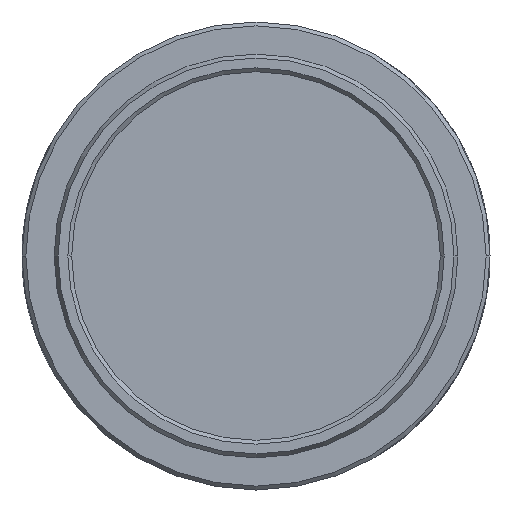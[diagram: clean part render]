
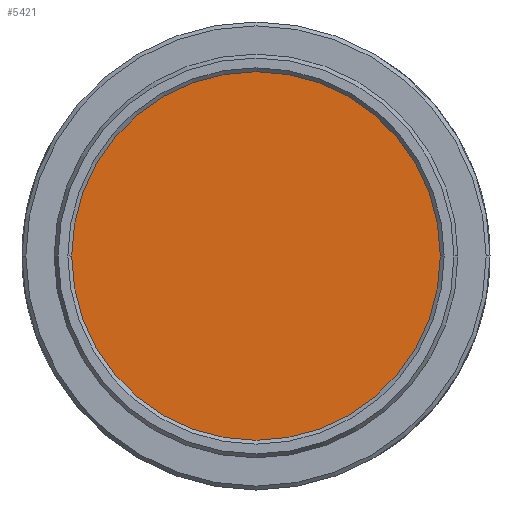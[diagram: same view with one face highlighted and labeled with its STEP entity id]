
A CAD part, left-side view. The second image highlights one B-rep face of the part: STEP entity #5421.
In plain terms, the highlighted planar face has unit normal (-1, 0, 0).
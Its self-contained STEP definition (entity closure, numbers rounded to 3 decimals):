
#64 = ORIENTED_EDGE ( 'NONE', *, *, #9233, .F. ) ;
#185 = DIRECTION ( 'NONE',  ( 1., 0., 0. ) ) ;
#422 = CIRCLE ( 'NONE', #6939, 12.7 ) ;
#964 = DIRECTION ( 'NONE',  ( 0., 0., -1. ) ) ;
#1091 = ORIENTED_EDGE ( 'NONE', *, *, #2484, .F. ) ;
#1380 = DIRECTION ( 'NONE',  ( 0., 0., -1. ) ) ;
#1661 = DIRECTION ( 'NONE',  ( 1., 0., 0. ) ) ;
#2263 = EDGE_LOOP ( 'NONE', ( #1091, #64 ) ) ;
#2340 = CARTESIAN_POINT ( 'NONE',  ( 29.565, 0., -9.082 ) ) ;
#2484 = EDGE_CURVE ( 'NONE', #4107, #7567, #422, .T. ) ;
#4107 = VERTEX_POINT ( 'NONE', #8081 ) ;
#4434 = DIRECTION ( 'NONE',  ( 1., 0., 0. ) ) ;
#5421 = ADVANCED_FACE ( 'NONE', ( #9039 ), #6808, .F. ) ;
#5944 = AXIS2_PLACEMENT_3D ( 'NONE', #6013, #4434, #1380 ) ;
#6013 = CARTESIAN_POINT ( 'NONE',  ( 29.565, 0., -9.082 ) ) ;
#6147 = CIRCLE ( 'NONE', #5944, 12.7 ) ;
#6662 = CARTESIAN_POINT ( 'NONE',  ( 29.565, 0., 3.618 ) ) ;
#6808 = PLANE ( 'NONE',  #9935 ) ;
#6939 = AXIS2_PLACEMENT_3D ( 'NONE', #8647, #185, #964 ) ;
#7567 = VERTEX_POINT ( 'NONE', #6662 ) ;
#7803 = DIRECTION ( 'NONE',  ( 0., 0., -1. ) ) ;
#8081 = CARTESIAN_POINT ( 'NONE',  ( 29.565, 0., -21.782 ) ) ;
#8647 = CARTESIAN_POINT ( 'NONE',  ( 29.565, 0., -9.082 ) ) ;
#9039 = FACE_OUTER_BOUND ( 'NONE', #2263, .T. ) ;
#9233 = EDGE_CURVE ( 'NONE', #7567, #4107, #6147, .T. ) ;
#9935 = AXIS2_PLACEMENT_3D ( 'NONE', #2340, #1661, #7803 ) ;
